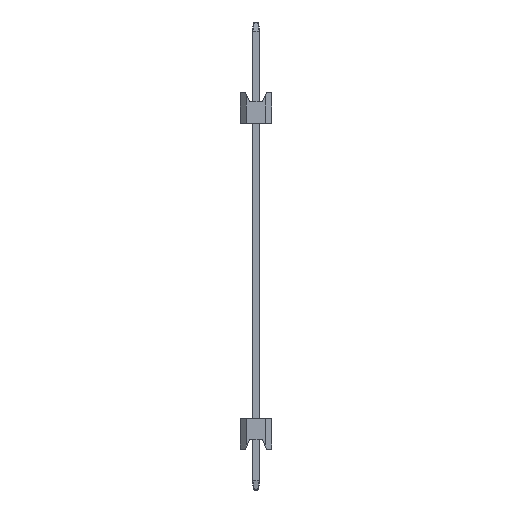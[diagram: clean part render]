
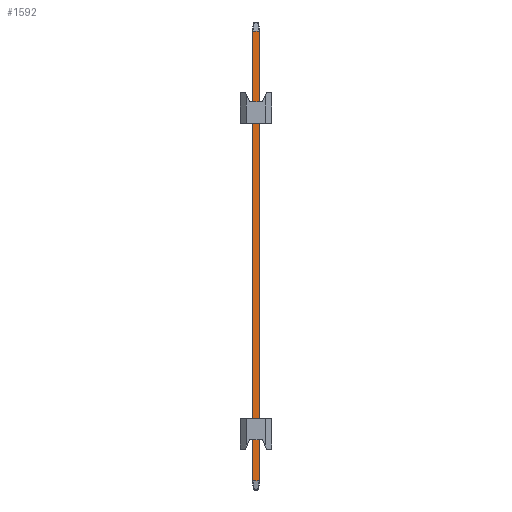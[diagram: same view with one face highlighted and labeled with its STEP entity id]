
A CAD part, left-side view. The second image highlights one B-rep face of the part: STEP entity #1592.
In plain terms, the highlighted planar face has unit normal (-1, 0, 0).
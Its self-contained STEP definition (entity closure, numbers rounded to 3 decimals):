
#522=FACE_OUTER_BOUND('',#586,.T.);
#586=EDGE_LOOP('',(#1331,#1332,#1333,#1334,#1335,#1336,#1337,#1338));
#637=LINE('',#2436,#793);
#646=LINE('',#2454,#802);
#676=LINE('',#2509,#832);
#689=LINE('',#2536,#845);
#692=LINE('',#2542,#848);
#695=LINE('',#2548,#851);
#711=LINE('',#2575,#867);
#712=LINE('',#2577,#868);
#793=VECTOR('',#1902,10.);
#802=VECTOR('',#1915,10.);
#832=VECTOR('',#1965,10.);
#845=VECTOR('',#1986,10.);
#848=VECTOR('',#1991,10.);
#851=VECTOR('',#1996,10.);
#867=VECTOR('',#2030,10.);
#868=VECTOR('',#2033,10.);
#947=VERTEX_POINT('',#2434);
#948=VERTEX_POINT('',#2435);
#955=VERTEX_POINT('',#2452);
#969=VERTEX_POINT('',#2504);
#977=VERTEX_POINT('',#2528);
#980=VERTEX_POINT('',#2534);
#982=VERTEX_POINT('',#2540);
#984=VERTEX_POINT('',#2546);
#1045=EDGE_CURVE('',#947,#948,#637,.T.);
#1054=EDGE_CURVE('',#955,#947,#646,.T.);
#1084=EDGE_CURVE('',#948,#969,#676,.T.);
#1097=EDGE_CURVE('',#980,#977,#689,.T.);
#1100=EDGE_CURVE('',#982,#980,#692,.T.);
#1103=EDGE_CURVE('',#984,#982,#695,.T.);
#1119=EDGE_CURVE('',#977,#955,#711,.T.);
#1120=EDGE_CURVE('',#969,#984,#712,.T.);
#1331=ORIENTED_EDGE('',*,*,#1084,.F.);
#1332=ORIENTED_EDGE('',*,*,#1045,.F.);
#1333=ORIENTED_EDGE('',*,*,#1054,.F.);
#1334=ORIENTED_EDGE('',*,*,#1119,.F.);
#1335=ORIENTED_EDGE('',*,*,#1097,.F.);
#1336=ORIENTED_EDGE('',*,*,#1100,.F.);
#1337=ORIENTED_EDGE('',*,*,#1103,.F.);
#1338=ORIENTED_EDGE('',*,*,#1120,.F.);
#1528=PLANE('',#1719);
#1592=ADVANCED_FACE('',(#522),#1528,.T.);
#1719=AXIS2_PLACEMENT_3D('',#2576,#2031,#2032);
#1902=DIRECTION('',(0.,0.,-1.));
#1915=DIRECTION('',(0.,-0.371,-0.928));
#1965=DIRECTION('',(0.,0.371,-0.928));
#1986=DIRECTION('',(0.,-0.371,0.928));
#1991=DIRECTION('',(0.,0.,1.));
#1996=DIRECTION('',(0.,0.371,0.928));
#2030=DIRECTION('',(0.,-1.,0.));
#2031=DIRECTION('center_axis',(-1.,0.,0.));
#2032=DIRECTION('ref_axis',(0.,-1.,0.));
#2033=DIRECTION('',(0.,1.,0.));
#2434=CARTESIAN_POINT('',(-0.32,-0.27,33.748));
#2435=CARTESIAN_POINT('',(-0.32,-0.27,-2.548));
#2436=CARTESIAN_POINT('',(-0.32,-0.27,0.));
#2452=CARTESIAN_POINT('',(-0.32,-0.269,33.75));
#2454=CARTESIAN_POINT('',(-0.32,-5.973,19.491));
#2504=CARTESIAN_POINT('',(-0.32,-0.269,-2.55));
#2509=CARTESIAN_POINT('',(-0.32,-0.593,-1.739));
#2528=CARTESIAN_POINT('',(-0.32,0.269,33.75));
#2534=CARTESIAN_POINT('',(-0.32,0.27,33.748));
#2536=CARTESIAN_POINT('',(-0.32,6.017,19.381));
#2540=CARTESIAN_POINT('',(-0.32,0.27,-2.548));
#2542=CARTESIAN_POINT('',(-0.32,0.27,0.));
#2546=CARTESIAN_POINT('',(-0.32,0.269,-2.55));
#2548=CARTESIAN_POINT('',(-0.32,0.637,-1.629));
#2575=CARTESIAN_POINT('',(-0.32,0.16,33.75));
#2576=CARTESIAN_POINT('Origin',(-0.32,0.32,0.));
#2577=CARTESIAN_POINT('',(-0.32,0.16,-2.55));
